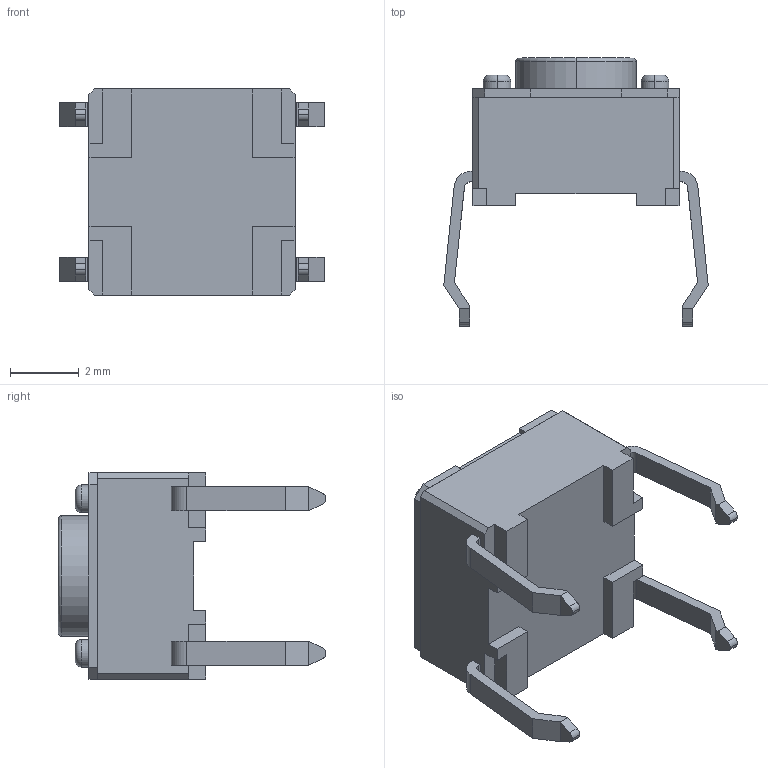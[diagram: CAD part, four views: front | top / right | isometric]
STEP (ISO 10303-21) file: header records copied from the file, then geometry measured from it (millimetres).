
FILE_DESCRIPTION (( 'STEP AP214' ), '1' );
FILE_NAME ('B3F1000.STEP', '2021-07-15T10:43:11', ( '' ), ( '' ), 'SwSTEP 2.0', 'SolidWorks 2018', '' );
FILE_SCHEMA (( 'AUTOMOTIVE_DESIGN' ));
Length unit declared in the file: millimetre
Products named in the file (1): B3F1000
Bounding box: 7.7 x 7.8 x 6 mm (x, y, z)
Volume: 124.9 mm3; surface area: 325.8 mm2
Topology: 5 solids, 5 shells, 144 faces, 372 edges, 242 vertices
Faces by surface type: plane 106, cylinder 28, torus 10
Entity records: 5398 total; most frequent: CARTESIAN_POINT 759, ORIENTED_EDGE 744, DIRECTION 738, EDGE_CURVE 372, LINE 296, VECTOR 296, VERTEX_POINT 242, AXIS2_PLACEMENT_3D 221
